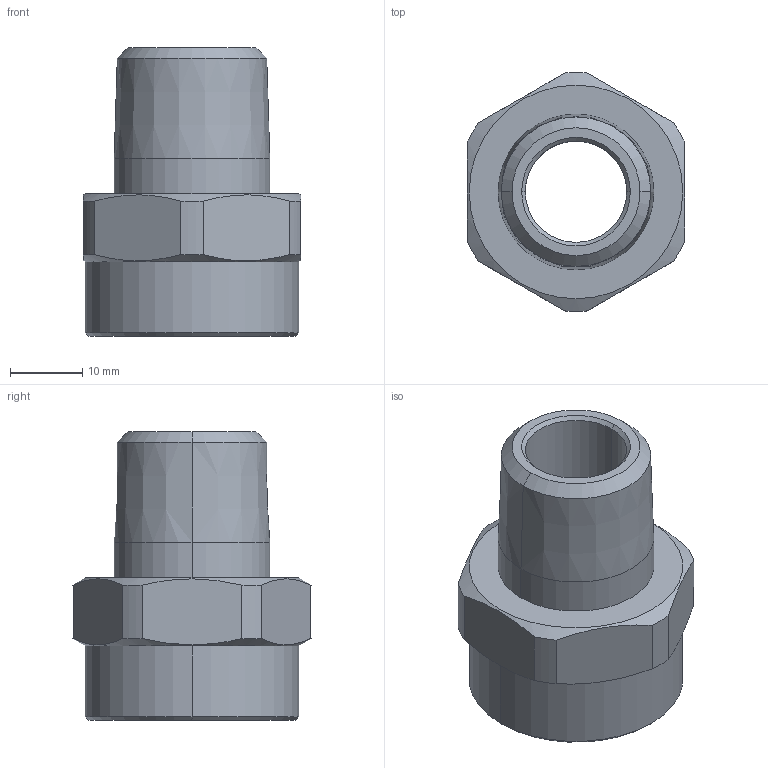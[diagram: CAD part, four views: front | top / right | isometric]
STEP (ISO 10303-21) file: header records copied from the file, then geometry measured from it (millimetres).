
FILE_DESCRIPTION (( 'STEP AP203' ), '1' );
FILE_NAME ('737DT1B2.STEP', '2019-03-25T10:14:52', ( '' ), ( '' ), 'SwSTEP 2.0', 'SolidWorks 2017', '' );
FILE_SCHEMA (( 'CONFIG_CONTROL_DESIGN' ));
Length unit declared in the file: millimetre
Products named in the file (1): 737DT1B2
Bounding box: 30 x 32.98 x 39.9 mm (x, y, z)
Volume: 9785.5 mm3; surface area: 6530.6 mm2
Topology: 1 solids, 1 shells, 38 faces, 90 edges, 56 vertices
Faces by surface type: cone 14, cylinder 14, plane 10
Entity records: 1275 total; most frequent: CARTESIAN_POINT 313, DIRECTION 192, ORIENTED_EDGE 180, EDGE_CURVE 90, AXIS2_PLACEMENT_3D 79, VERTEX_POINT 56, EDGE_LOOP 42, CIRCLE 40
